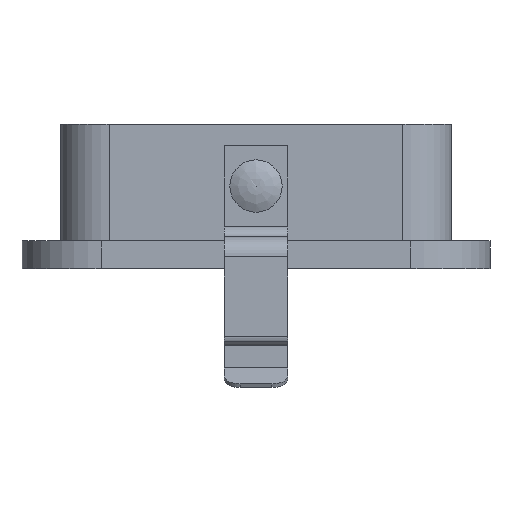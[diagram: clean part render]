
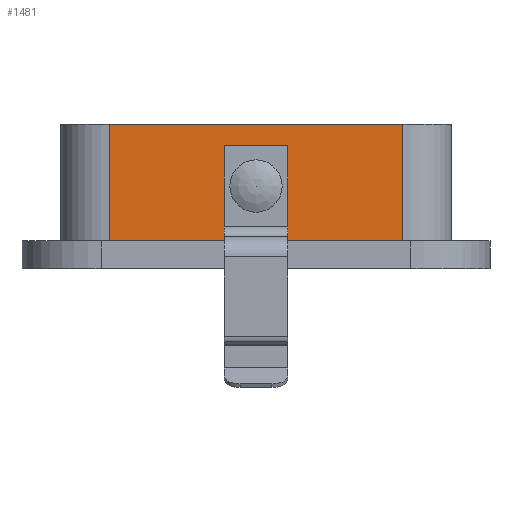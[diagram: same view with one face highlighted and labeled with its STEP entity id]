
A CAD part, left-side view. The second image highlights one B-rep face of the part: STEP entity #1481.
In plain terms, the highlighted planar face has unit normal (-1, 0, 0).
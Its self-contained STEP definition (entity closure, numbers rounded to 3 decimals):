
#1481=ADVANCED_FACE('',(#1813,#1814),#1664,.T.);
#1664=PLANE('',#5781);
#1813=FACE_BOUND('',#1902,.T.);
#1814=FACE_BOUND('',#1903,.T.);
#1902=EDGE_LOOP('',(#2348,#2349,#2350,#2351));
#1903=EDGE_LOOP('',(#2352,#2353,#2354,#2355));
#2348=ORIENTED_EDGE('',*,*,#3633,.T.);
#2349=ORIENTED_EDGE('',*,*,#3634,.T.);
#2350=ORIENTED_EDGE('',*,*,#3635,.T.);
#2351=ORIENTED_EDGE('',*,*,#3636,.F.);
#2352=ORIENTED_EDGE('',*,*,#3539,.T.);
#2353=ORIENTED_EDGE('',*,*,#3632,.T.);
#2354=ORIENTED_EDGE('',*,*,#3472,.F.);
#2355=ORIENTED_EDGE('',*,*,#3637,.T.);
#3124=VERTEX_POINT('',#7253);
#3125=VERTEX_POINT('',#7254);
#3185=VERTEX_POINT('',#7377);
#3189=VERTEX_POINT('',#7386);
#3254=VERTEX_POINT('',#7618);
#3255=VERTEX_POINT('',#7619);
#3256=VERTEX_POINT('',#7621);
#3257=VERTEX_POINT('',#7623);
#3472=EDGE_CURVE('',#3124,#3125,#4426,.T.);
#3539=EDGE_CURVE('',#3185,#3189,#4481,.T.);
#3632=EDGE_CURVE('',#3189,#3125,#4547,.T.);
#3633=EDGE_CURVE('',#3254,#3255,#4548,.T.);
#3634=EDGE_CURVE('',#3255,#3256,#4549,.T.);
#3635=EDGE_CURVE('',#3256,#3257,#4550,.T.);
#3636=EDGE_CURVE('',#3254,#3257,#4551,.T.);
#3637=EDGE_CURVE('',#3124,#3185,#4552,.T.);
#4426=LINE('',#7252,#4909);
#4481=LINE('',#7387,#4964);
#4547=LINE('',#7615,#5030);
#4548=LINE('',#7617,#5031);
#4549=LINE('',#7620,#5032);
#4550=LINE('',#7622,#5033);
#4551=LINE('',#7624,#5034);
#4552=LINE('',#7625,#5035);
#4909=VECTOR('',#6114,1.);
#4964=VECTOR('',#6197,1.);
#5030=VECTOR('',#6371,1.);
#5031=VECTOR('',#6374,1.);
#5032=VECTOR('',#6375,1.);
#5033=VECTOR('',#6376,1.);
#5034=VECTOR('',#6377,1.);
#5035=VECTOR('',#6378,1.);
#5781=AXIS2_PLACEMENT_3D('',#7626,#6379,#6380);
#6114=DIRECTION('',(0.,1.,0.));
#6197=DIRECTION('',(0.,1.,0.));
#6371=DIRECTION('',(0.,0.,-1.));
#6374=DIRECTION('',(0.,0.,-1.));
#6375=DIRECTION('',(0.,1.,0.));
#6376=DIRECTION('',(0.,0.,1.));
#6377=DIRECTION('',(0.,1.,0.));
#6378=DIRECTION('',(0.,0.,1.));
#6379=DIRECTION('',(-1.,0.,0.));
#6380=DIRECTION('',(0.,-1.,0.));
#7252=CARTESIAN_POINT('',(-26.8,13.98,0.32));
#7253=CARTESIAN_POINT('',(-26.8,-13.88,0.32));
#7254=CARTESIAN_POINT('',(-26.8,13.88,0.32));
#7377=CARTESIAN_POINT('',(-26.8,-13.88,11.32));
#7386=CARTESIAN_POINT('',(-26.8,13.88,11.32));
#7387=CARTESIAN_POINT('',(-26.8,13.98,11.32));
#7615=CARTESIAN_POINT('',(-26.8,13.88,9.5));
#7617=CARTESIAN_POINT('',(-26.8,-3.,8.3));
#7618=CARTESIAN_POINT('',(-26.8,-3.,9.3));
#7619=CARTESIAN_POINT('',(-26.8,-3.,1.7));
#7620=CARTESIAN_POINT('',(-26.8,-3.,1.7));
#7621=CARTESIAN_POINT('',(-26.8,3.,1.7));
#7622=CARTESIAN_POINT('',(-26.8,3.,1.7));
#7623=CARTESIAN_POINT('',(-26.8,3.,9.3));
#7624=CARTESIAN_POINT('',(-26.8,-2.,9.3));
#7625=CARTESIAN_POINT('',(-26.8,-13.88,1.82));
#7626=CARTESIAN_POINT('',(-26.8,13.98,1.66));
